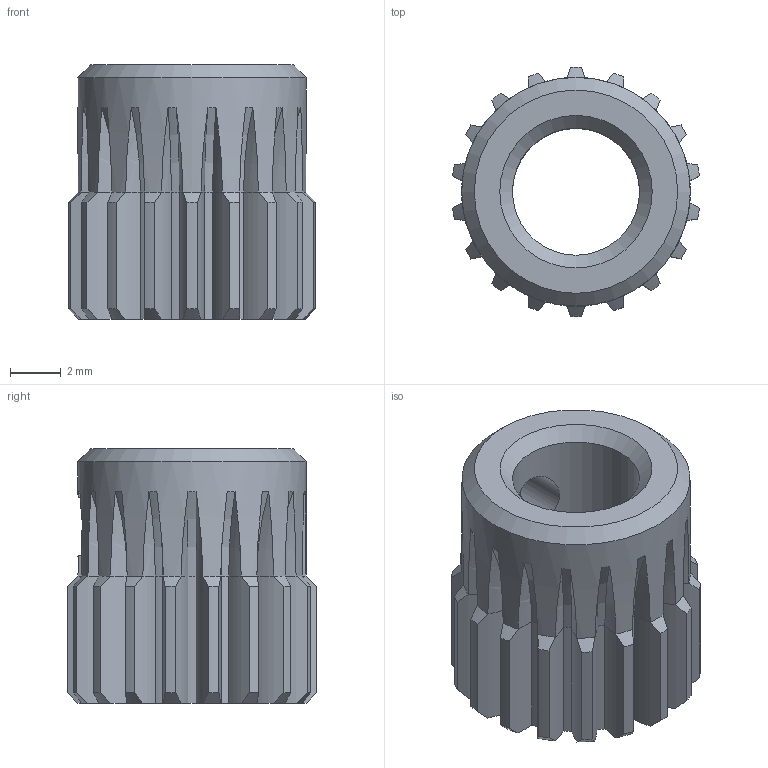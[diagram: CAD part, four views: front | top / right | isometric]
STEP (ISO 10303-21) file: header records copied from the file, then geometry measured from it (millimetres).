
FILE_DESCRIPTION(/* description */ (''),/* implementation_level */ '2;1');
FILE_NAME(/* name */ 'pinion.stp',/* time_stamp */ '2020-06-05T16:15:03+02:00',/* author */ (''),/* organization */ (''),/* preprocessor_version */ 'ST-DEVELOPER v18.1',/* originating_system */ '',/* authorisation */ '');
FILE_SCHEMA (('AUTOMOTIVE_DESIGN { 1 0 10303 214 3 1 1 }'));
Length unit declared in the file: millimetre
Products named in the file (1): pinion
Bounding box: 9.72 x 9.8 x 10 mm (x, y, z)
Volume: 390.3 mm3; surface area: 687.2 mm2
Topology: 1 solids, 1 shells, 177 faces, 460 edges, 284 vertices
Faces by surface type: cylinder 76, torus 60, cone 39, plane 2
Full cylindrical faces by diameter (mm): 2.5 x1, 5 x1, 9 x1
Entity records: 6083 total; most frequent: CARTESIAN_POINT 1748, DIRECTION 936, ORIENTED_EDGE 920, EDGE_CURVE 460, AXIS2_PLACEMENT_3D 429, VERTEX_POINT 284, CIRCLE 251, EDGE_LOOP 180
